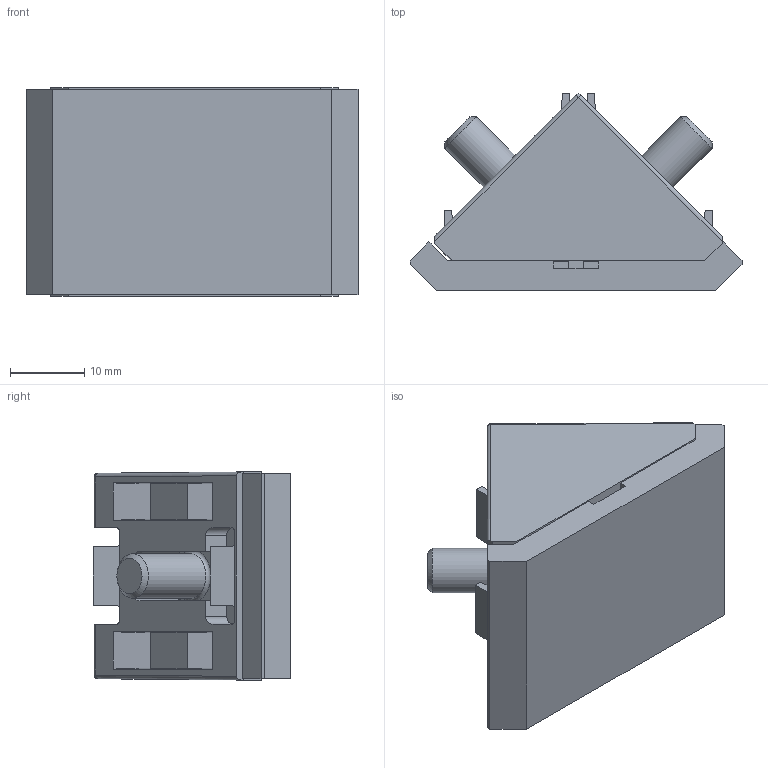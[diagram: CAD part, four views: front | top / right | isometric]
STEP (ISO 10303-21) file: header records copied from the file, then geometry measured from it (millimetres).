
FILE_DESCRIPTION(/* description */ (''),/* implementation_level */ '2;1');
FILE_NAME(/* name */ 'ZI-2060_Winkelsatz_30x30_Zn-8_30.stp',/* time_stamp */ '2020-07-20T15:58:51+02:00',/* author */ ('jmaun'),/* organization */ (''),/* preprocessor_version */ 'ST-DEVELOPER v17',/* originating_system */ 'Autodesk Inventor 2019',/* authorisation */ '');
FILE_SCHEMA (('AUTOMOTIVE_DESIGN { 1 0 10303 214 3 1 1 }'));
Length unit declared in the file: millimetre
Products named in the file (4): ZI-2060_Winkelsatz_30x30_Zn-8_30; ZI-2050_Winkel_30x30_Zn-8_30; S-1250_Halbrundschraube_M6x12_ISO_7380; ZI-2055_Winkel-Abdeckkappe_30x30-8_30
Assembly tree (4 placements, depth 2):
  ZI-2060_Winkelsatz_30x30_Zn-8_30
    ZI-2050_Winkel_30x30_Zn-8_30
    S-1250_Halbrundschraube_M6x12_ISO_7380  x2
    ZI-2055_Winkel-Abdeckkappe_30x30-8_30
Bounding box: 44.6 x 26.55 x 28 mm (x, y, z)
Volume: 11598.8 mm3; surface area: 9648.4 mm2
Topology: 4 solids, 4 shells, 208 faces, 558 edges, 368 vertices
Faces by surface type: plane 159, cylinder 39, torus 4, cone 4, sphere 2
Full cylindrical faces by diameter (mm): 6 x2, 10.5 x2
Entity records: 6368 total; most frequent: CARTESIAN_POINT 1130, ORIENTED_EDGE 1032, DIRECTION 994, EDGE_CURVE 516, LINE 410, VECTOR 410, VERTEX_POINT 339, AXIS2_PLACEMENT_3D 292
